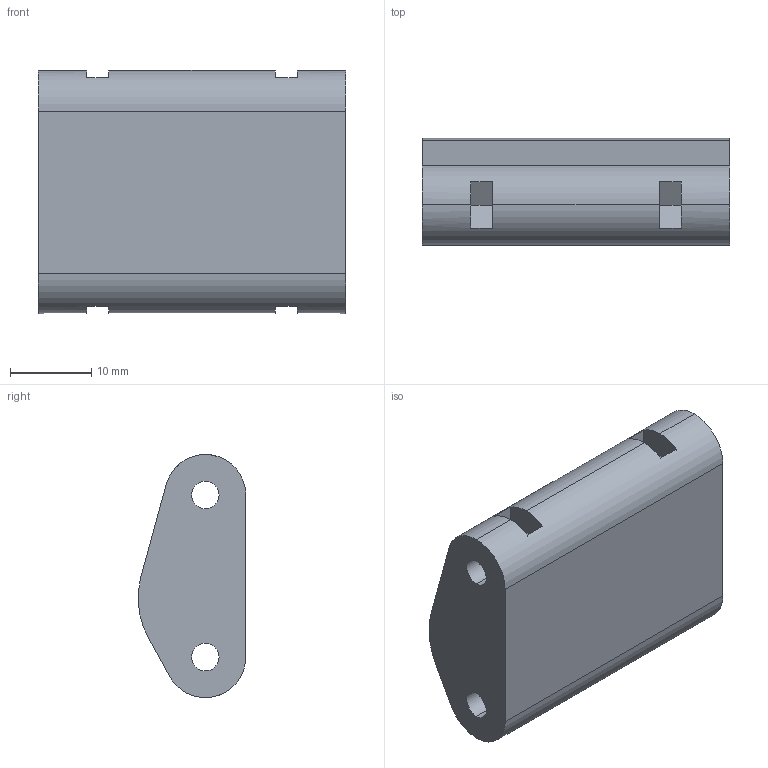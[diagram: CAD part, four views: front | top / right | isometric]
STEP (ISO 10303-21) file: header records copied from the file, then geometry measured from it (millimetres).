
FILE_DESCRIPTION (( 'STEP AP214' ), '1' );
FILE_NAME ('gripper_gear_middle.STEP', '2025-03-31T14:03:48', ( '' ), ( '' ), 'SwSTEP 2.0', 'SolidWorks 2025', '' );
FILE_SCHEMA (( 'AUTOMOTIVE_DESIGN' ));
Length unit declared in the file: millimetre
Products named in the file (1): gripper_gear_middle_default
Bounding box: 38 x 13.28 x 29.98 mm (x, y, z)
Volume: 11148.3 mm3; surface area: 4446.3 mm2
Topology: 1 solids, 1 shells, 45 faces, 123 edges, 82 vertices
Faces by surface type: plane 29, cylinder 16
Entity records: 1488 total; most frequent: DIRECTION 259, CARTESIAN_POINT 251, ORIENTED_EDGE 246, EDGE_CURVE 123, AXIS2_PLACEMENT_3D 90, VERTEX_POINT 82, LINE 79, VECTOR 79
